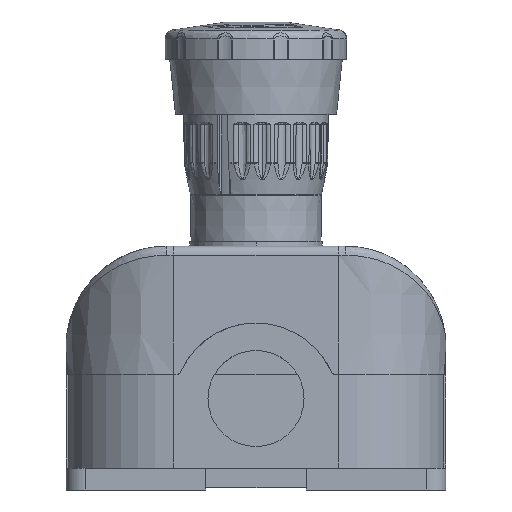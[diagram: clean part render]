
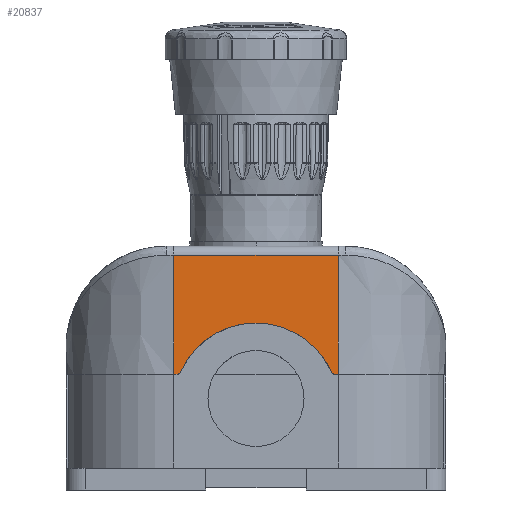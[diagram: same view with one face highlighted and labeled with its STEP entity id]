
A CAD part, front view. The second image highlights one B-rep face of the part: STEP entity #20837.
In plain terms, the highlighted planar face has unit normal (0, -1, 0.006).
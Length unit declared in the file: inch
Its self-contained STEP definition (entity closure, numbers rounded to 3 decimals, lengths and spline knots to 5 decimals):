
#329 = EDGE_CURVE ( 'NONE', #15481, #38445, #26751, .T. ) ;
#872 = CARTESIAN_POINT ( 'NONE',  ( 0., -2.84044, 0.99606 ) ) ;
#965 = VECTOR ( 'NONE', #39301, 39.37008 ) ;
#4439 = CARTESIAN_POINT ( 'NONE',  ( 1.63386, -2.83788, 1.43701 ) ) ;
#5611 = ORIENTED_EDGE ( 'NONE', *, *, #329, .T. ) ;
#5637 = CARTESIAN_POINT ( 'NONE',  ( 2.28104, -2.84032, 1.01706 ) ) ;
#6229 = VERTEX_POINT ( 'NONE', #15877 ) ;
#6515 = CARTESIAN_POINT ( 'NONE',  ( 2.34252, -2.83448, 2.02014 ) ) ;
#8287 = ORIENTED_EDGE ( 'NONE', *, *, #12214, .T. ) ;
#9261 = DIRECTION ( 'NONE',  ( 0., -0.006, -1. ) ) ;
#9563 = CARTESIAN_POINT ( 'NONE',  ( 1.34574, -2.83788, 1.43701 ) ) ;
#10473 = VERTEX_POINT ( 'NONE', #27676 ) ;
#10744 = VERTEX_POINT ( 'NONE', #4439 ) ;
#11064 = VECTOR ( 'NONE', #32550, 39.37008 ) ;
#12129 = CARTESIAN_POINT ( 'NONE',  ( 2.28104, -2.84032, 1.01706 ) ) ;
#12160 = VERTEX_POINT ( 'NONE', #18715 ) ;
#12214 = EDGE_CURVE ( 'NONE', #17363, #10473, #19126, .T. ) ;
#12263 = DIRECTION ( 'NONE',  ( 1., 0., 0. ) ) ;
#12541 = CARTESIAN_POINT ( 'NONE',  ( 2.29899, -2.84044, 0.99606 ) ) ;
#12740 = CARTESIAN_POINT ( 'NONE',  ( 2.28691, -2.84039, 1.0039 ) ) ;
#14012 = VERTEX_POINT ( 'NONE', #18376 ) ;
#14106 = VECTOR ( 'NONE', #12263, 39.37008 ) ;
#14347 = EDGE_CURVE ( 'NONE', #6229, #17290, #32923, .T. ) ;
#14756 = FACE_OUTER_BOUND ( 'NONE', #36218, .T. ) ;
#14939 = ORIENTED_EDGE ( 'NONE', *, *, #23711, .T. ) ;
#15337 = LINE ( 'NONE', #19619, #11064 ) ;
#15481 = VERTEX_POINT ( 'NONE', #32295 ) ;
#15877 = CARTESIAN_POINT ( 'NONE',  ( 2.34252, -2.84044, 0.99606 ) ) ;
#16154 = CARTESIAN_POINT ( 'NONE',  ( 1.10406, -2.83879, 1.28018 ) ) ;
#17290 = VERTEX_POINT ( 'NONE', #6515 ) ;
#17306 = CARTESIAN_POINT ( 'NONE',  ( 2.34252, -2.84044, 0.99606 ) ) ;
#17363 = VERTEX_POINT ( 'NONE', #20449 ) ;
#17676 = DIRECTION ( 'NONE',  ( 1., 0., 0. ) ) ;
#17755 = VECTOR ( 'NONE', #9261, 39.37008 ) ;
#17955 = CARTESIAN_POINT ( 'NONE',  ( 1.92197, -2.83788, 1.43701 ) ) ;
#18376 = CARTESIAN_POINT ( 'NONE',  ( 2.28104, -2.84032, 1.01706 ) ) ;
#18715 = CARTESIAN_POINT ( 'NONE',  ( 2.3134, -2.84044, 0.99606 ) ) ;
#19126 = LINE ( 'NONE', #37434, #17755 ) ;
#19243 = ORIENTED_EDGE ( 'NONE', *, *, #40366, .F. ) ;
#19619 = CARTESIAN_POINT ( 'NONE',  ( 2.62524, -2.84044, 0.99606 ) ) ;
#19845 = AXIS2_PLACEMENT_3D ( 'NONE', #872, #35979, #29413 ) ;
#20449 = CARTESIAN_POINT ( 'NONE',  ( 0.9252, -2.83448, 2.02014 ) ) ;
#20837 = ADVANCED_FACE ( 'NONE', ( #14756 ), #22647, .T. ) ;
#22647 = PLANE ( 'NONE',  #19845 ) ;
#22685 =( BOUNDED_CURVE ( )  B_SPLINE_CURVE ( 3, ( #12129, #12740, #12541, #24671 ),
 .UNSPECIFIED., .F., .T. ) 
 B_SPLINE_CURVE_WITH_KNOTS ( ( 4, 4 ),
 ( 1.99041, 3.14159 ),
 .UNSPECIFIED. ) 
 CURVE ( )  GEOMETRIC_REPRESENTATION_ITEM ( )  RATIONAL_B_SPLINE_CURVE ( ( 1., 0.893, 0.893, 1. ) ) 
 REPRESENTATION_ITEM ( '' )  );
#23034 = ORIENTED_EDGE ( 'NONE', *, *, #30914, .T. ) ;
#23229 = LINE ( 'NONE', #24247, #24754 ) ;
#23711 = EDGE_CURVE ( 'NONE', #38445, #10744, #31333, .T. ) ;
#23874 = EDGE_CURVE ( 'NONE', #10744, #14012, #25794, .T. ) ;
#24247 = CARTESIAN_POINT ( 'NONE',  ( 2.62524, -2.84044, 0.99606 ) ) ;
#24671 = CARTESIAN_POINT ( 'NONE',  ( 2.3134, -2.84044, 0.99606 ) ) ;
#24754 = VECTOR ( 'NONE', #17676, 39.37008 ) ;
#25416 = CARTESIAN_POINT ( 'NONE',  ( 0.81693, -2.83448, 2.02014 ) ) ;
#25794 =( BOUNDED_CURVE ( )  B_SPLINE_CURVE ( 3, ( #40357, #17955, #33361, #5637 ),
 .UNSPECIFIED., .F., .T. ) 
 B_SPLINE_CURVE_WITH_KNOTS ( ( 4, 4 ),
 ( 0., 1.15118 ),
 .UNSPECIFIED. ) 
 CURVE ( )  GEOMETRIC_REPRESENTATION_ITEM ( )  RATIONAL_B_SPLINE_CURVE ( ( 1., 0.893, 0.893, 1. ) ) 
 REPRESENTATION_ITEM ( '' )  );
#25978 = CARTESIAN_POINT ( 'NONE',  ( 0.98668, -2.84032, 1.01706 ) ) ;
#25991 = CARTESIAN_POINT ( 'NONE',  ( 0.95432, -2.84044, 0.99606 ) ) ;
#26589 = CARTESIAN_POINT ( 'NONE',  ( 0.96872, -2.84044, 0.99606 ) ) ;
#26751 =( BOUNDED_CURVE ( )  B_SPLINE_CURVE ( 3, ( #25991, #26589, #38931, #38543 ),
 .UNSPECIFIED., .F., .T. ) 
 B_SPLINE_CURVE_WITH_KNOTS ( ( 4, 4 ),
 ( 0., 1.15118 ),
 .UNSPECIFIED. ) 
 CURVE ( )  GEOMETRIC_REPRESENTATION_ITEM ( )  RATIONAL_B_SPLINE_CURVE ( ( 1., 0.893, 0.893, 1. ) ) 
 REPRESENTATION_ITEM ( '' )  );
#27315 = EDGE_CURVE ( 'NONE', #12160, #6229, #23229, .T. ) ;
#27676 = CARTESIAN_POINT ( 'NONE',  ( 0.9252, -2.84044, 0.99606 ) ) ;
#27682 = LINE ( 'NONE', #25416, #14106 ) ;
#29413 = DIRECTION ( 'NONE',  ( 0., -0.006, -1. ) ) ;
#29841 = ORIENTED_EDGE ( 'NONE', *, *, #14347, .T. ) ;
#30678 = ORIENTED_EDGE ( 'NONE', *, *, #27315, .T. ) ;
#30914 = EDGE_CURVE ( 'NONE', #10473, #15481, #15337, .T. ) ;
#31142 = CARTESIAN_POINT ( 'NONE',  ( 0.98668, -2.84032, 1.01706 ) ) ;
#31333 =( BOUNDED_CURVE ( )  B_SPLINE_CURVE ( 3, ( #25978, #16154, #9563, #38326 ),
 .UNSPECIFIED., .F., .T. ) 
 B_SPLINE_CURVE_WITH_KNOTS ( ( 4, 4 ),
 ( 5.132, 6.28319 ),
 .UNSPECIFIED. ) 
 CURVE ( )  GEOMETRIC_REPRESENTATION_ITEM ( )  RATIONAL_B_SPLINE_CURVE ( ( 1., 0.893, 0.893, 1. ) ) 
 REPRESENTATION_ITEM ( '' )  );
#31745 = EDGE_CURVE ( 'NONE', #14012, #12160, #22685, .T. ) ;
#32295 = CARTESIAN_POINT ( 'NONE',  ( 0.95432, -2.84044, 0.99606 ) ) ;
#32550 = DIRECTION ( 'NONE',  ( 1., 0., 0. ) ) ;
#32923 = LINE ( 'NONE', #17306, #965 ) ;
#33361 = CARTESIAN_POINT ( 'NONE',  ( 2.16366, -2.83879, 1.28018 ) ) ;
#34501 = ORIENTED_EDGE ( 'NONE', *, *, #31745, .T. ) ;
#35979 = DIRECTION ( 'NONE',  ( 0., -1., 0.006 ) ) ;
#36218 = EDGE_LOOP ( 'NONE', ( #30678, #29841, #19243, #8287, #23034, #5611, #14939, #37448, #34501 ) ) ;
#37434 = CARTESIAN_POINT ( 'NONE',  ( 0.9252, -2.84044, 0.99606 ) ) ;
#37448 = ORIENTED_EDGE ( 'NONE', *, *, #23874, .T. ) ;
#38326 = CARTESIAN_POINT ( 'NONE',  ( 1.63386, -2.83788, 1.43701 ) ) ;
#38445 = VERTEX_POINT ( 'NONE', #31142 ) ;
#38543 = CARTESIAN_POINT ( 'NONE',  ( 0.98668, -2.84032, 1.01706 ) ) ;
#38931 = CARTESIAN_POINT ( 'NONE',  ( 0.98081, -2.84039, 1.0039 ) ) ;
#39301 = DIRECTION ( 'NONE',  ( 0., 0.006, 1. ) ) ;
#40357 = CARTESIAN_POINT ( 'NONE',  ( 1.63386, -2.83788, 1.43701 ) ) ;
#40366 = EDGE_CURVE ( 'NONE', #17363, #17290, #27682, .T. ) ;
